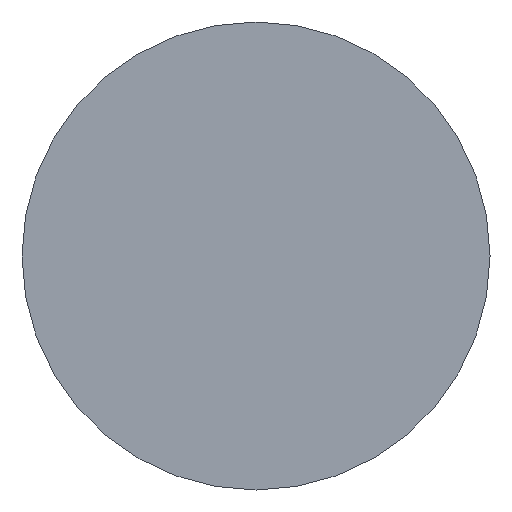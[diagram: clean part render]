
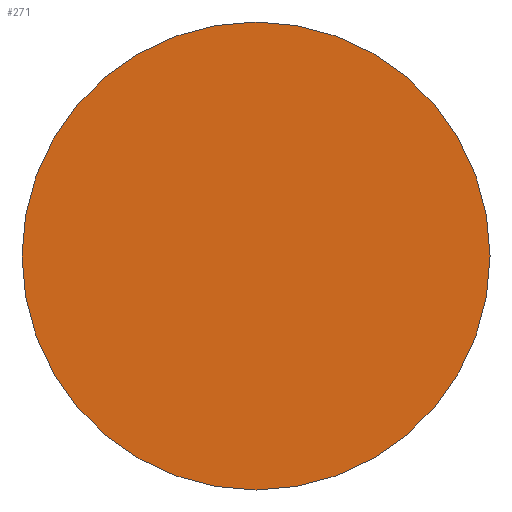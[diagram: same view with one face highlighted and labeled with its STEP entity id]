
A CAD part, front view. The second image highlights one B-rep face of the part: STEP entity #271.
In plain terms, the highlighted planar face has unit normal (0, -1, 0).
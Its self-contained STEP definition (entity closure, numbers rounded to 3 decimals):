
#3 = CIRCLE ( 'NONE', #268, 60. ) ;
#7 = CIRCLE ( 'NONE', #22, 60. ) ;
#15 = AXIS2_PLACEMENT_3D ( 'NONE', #238, #176, #33 ) ;
#22 = AXIS2_PLACEMENT_3D ( 'NONE', #300, #126, #51 ) ;
#33 = DIRECTION ( 'NONE',  ( 0., 0., -1. ) ) ;
#36 = CARTESIAN_POINT ( 'NONE',  ( 0., -20., -60. ) ) ;
#48 = FACE_OUTER_BOUND ( 'NONE', #110, .T. ) ;
#51 = DIRECTION ( 'NONE',  ( 0., 0., -1. ) ) ;
#105 = EDGE_CURVE ( 'NONE', #123, #296, #7, .T. ) ;
#110 = EDGE_LOOP ( 'NONE', ( #170, #215 ) ) ;
#123 = VERTEX_POINT ( 'NONE', #318 ) ;
#126 = DIRECTION ( 'NONE',  ( 0., -1., 0. ) ) ;
#170 = ORIENTED_EDGE ( 'NONE', *, *, #105, .T. ) ;
#176 = DIRECTION ( 'NONE',  ( 0., -1., 0. ) ) ;
#177 = PLANE ( 'NONE',  #15 ) ;
#214 = EDGE_CURVE ( 'NONE', #296, #123, #3, .T. ) ;
#215 = ORIENTED_EDGE ( 'NONE', *, *, #214, .T. ) ;
#233 = DIRECTION ( 'NONE',  ( 0., 0., -1. ) ) ;
#238 = CARTESIAN_POINT ( 'NONE',  ( 0., -20., 0. ) ) ;
#268 = AXIS2_PLACEMENT_3D ( 'NONE', #292, #282, #233 ) ;
#271 = ADVANCED_FACE ( 'NONE', ( #48 ), #177, .T. ) ;
#282 = DIRECTION ( 'NONE',  ( 0., -1., 0. ) ) ;
#292 = CARTESIAN_POINT ( 'NONE',  ( 0., -20., 0. ) ) ;
#296 = VERTEX_POINT ( 'NONE', #36 ) ;
#300 = CARTESIAN_POINT ( 'NONE',  ( 0., -20., 0. ) ) ;
#318 = CARTESIAN_POINT ( 'NONE',  ( 0., -20., 60. ) ) ;
